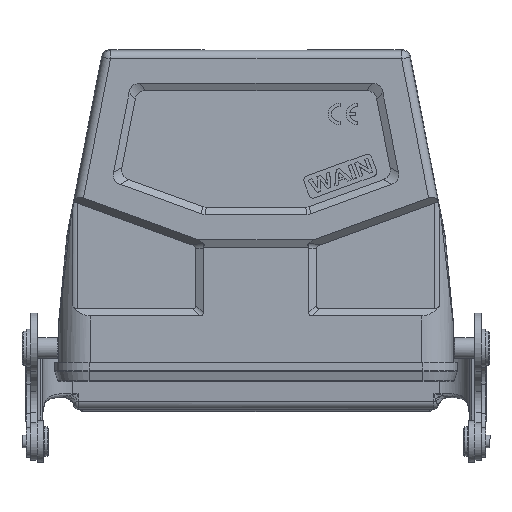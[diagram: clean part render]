
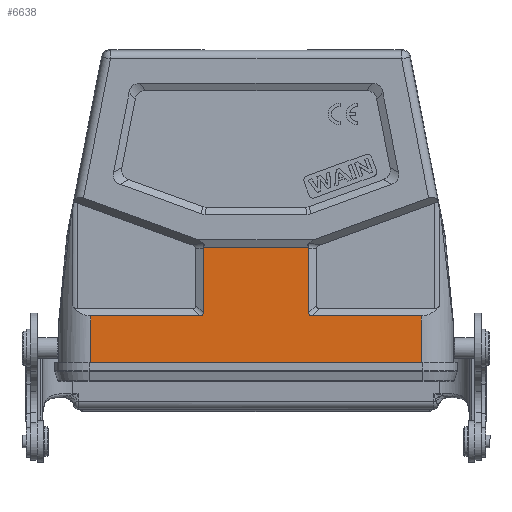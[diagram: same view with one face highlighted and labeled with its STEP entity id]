
A CAD part, top view. The second image highlights one B-rep face of the part: STEP entity #6638.
In plain terms, the highlighted planar face has unit normal (0, 0, 1).
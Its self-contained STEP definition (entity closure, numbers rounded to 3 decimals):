
#3152=ELLIPSE('',#28132,3.969,1.5);
#3153=ELLIPSE('',#28133,3.026,1.5);
#3154=ELLIPSE('',#28134,3.026,1.5);
#3155=ELLIPSE('',#28135,3.969,1.5);
#4246=PLANE('',#28136);
#5317=FACE_OUTER_BOUND('',#12582,.T.);
#6638=ADVANCED_FACE('',(#5317),#4246,.T.);
#8730=LINE('',#42598,#10605);
#8856=LINE('',#43058,#10731);
#8878=LINE('',#43172,#10753);
#8879=LINE('',#43174,#10754);
#8880=LINE('',#43178,#10755);
#8881=LINE('',#43182,#10756);
#8882=LINE('',#43186,#10757);
#8883=LINE('',#43190,#10758);
#10605=VECTOR('',#33427,1.);
#10731=VECTOR('',#33687,1.);
#10753=VECTOR('',#33747,1.);
#10754=VECTOR('',#33750,1.);
#10755=VECTOR('',#33753,1.);
#10756=VECTOR('',#33756,1.);
#10757=VECTOR('',#33759,1.);
#10758=VECTOR('',#33762,1.);
#12582=EDGE_LOOP('',(#17922,#17923,#17924,#17925,#17926,#17927,#17928,#17929,
#17930,#17931,#17932,#17933));
#17922=ORIENTED_EDGE('',*,*,#24261,.F.);
#17923=ORIENTED_EDGE('',*,*,#24466,.F.);
#17924=ORIENTED_EDGE('',*,*,#24467,.F.);
#17925=ORIENTED_EDGE('',*,*,#24468,.F.);
#17926=ORIENTED_EDGE('',*,*,#24469,.F.);
#17927=ORIENTED_EDGE('',*,*,#24470,.F.);
#17928=ORIENTED_EDGE('',*,*,#24471,.F.);
#17929=ORIENTED_EDGE('',*,*,#24472,.F.);
#17930=ORIENTED_EDGE('',*,*,#24473,.F.);
#17931=ORIENTED_EDGE('',*,*,#24474,.F.);
#17932=ORIENTED_EDGE('',*,*,#24475,.F.);
#17933=ORIENTED_EDGE('',*,*,#24430,.F.);
#21272=VERTEX_POINT('',#42580);
#21281=VERTEX_POINT('',#42597);
#21423=VERTEX_POINT('',#43059);
#21449=VERTEX_POINT('',#43171);
#21450=VERTEX_POINT('',#43175);
#21451=VERTEX_POINT('',#43177);
#21452=VERTEX_POINT('',#43179);
#21453=VERTEX_POINT('',#43181);
#21454=VERTEX_POINT('',#43183);
#21455=VERTEX_POINT('',#43185);
#21456=VERTEX_POINT('',#43187);
#21457=VERTEX_POINT('',#43189);
#24261=EDGE_CURVE('',#21281,#21272,#8730,.T.);
#24430=EDGE_CURVE('',#21272,#21423,#8856,.T.);
#24466=EDGE_CURVE('',#21449,#21281,#8878,.T.);
#24467=EDGE_CURVE('',#21450,#21449,#8879,.T.);
#24468=EDGE_CURVE('',#21451,#21450,#3152,.T.);
#24469=EDGE_CURVE('',#21452,#21451,#8880,.T.);
#24470=EDGE_CURVE('',#21453,#21452,#3153,.T.);
#24471=EDGE_CURVE('',#21454,#21453,#8881,.T.);
#24472=EDGE_CURVE('',#21455,#21454,#3154,.T.);
#24473=EDGE_CURVE('',#21456,#21455,#8882,.T.);
#24474=EDGE_CURVE('',#21457,#21456,#3155,.T.);
#24475=EDGE_CURVE('',#21423,#21457,#8883,.T.);
#28132=AXIS2_PLACEMENT_3D('',#43176,#33751,#33752);
#28133=AXIS2_PLACEMENT_3D('',#43180,#33754,#33755);
#28134=AXIS2_PLACEMENT_3D('',#43184,#33757,#33758);
#28135=AXIS2_PLACEMENT_3D('',#43188,#33760,#33761);
#28136=AXIS2_PLACEMENT_3D('',#43191,#33763,#33764);
#33427=DIRECTION('',(-1.,0.,0.));
#33687=DIRECTION('',(0.,1.,0.));
#33747=DIRECTION('',(0.,-1.,0.));
#33750=DIRECTION('',(1.,0.,0.));
#33751=DIRECTION('',(0.,0.,1.));
#33752=DIRECTION('',(-0.707,-0.707,0.));
#33753=DIRECTION('',(0.,-1.,0.));
#33754=DIRECTION('',(0.,0.,1.));
#33755=DIRECTION('',(0.989,-0.15,0.));
#33756=DIRECTION('',(1.,0.,0.));
#33757=DIRECTION('',(0.,0.,1.));
#33758=DIRECTION('',(-0.989,-0.15,0.));
#33759=DIRECTION('',(0.,1.,0.));
#33760=DIRECTION('',(0.,0.,1.));
#33761=DIRECTION('',(0.707,-0.707,0.));
#33762=DIRECTION('',(1.,0.,0.));
#33763=DIRECTION('',(0.,0.,1.));
#33764=DIRECTION('',(1.,0.,0.));
#42580=CARTESIAN_POINT('',(-39.128,-31.7,21.5));
#42597=CARTESIAN_POINT('',(39.128,-31.7,21.5));
#42598=CARTESIAN_POINT('',(0.,-31.7,21.5));
#43058=CARTESIAN_POINT('',(-39.128,-26.5,21.5));
#43059=CARTESIAN_POINT('',(-39.128,-19.,21.5));
#43171=CARTESIAN_POINT('',(39.128,-19.,21.5));
#43172=CARTESIAN_POINT('',(39.128,-10.5,21.5));
#43174=CARTESIAN_POINT('',(-53.03,-19.,21.5));
#43175=CARTESIAN_POINT('',(13.25,-19.,21.5));
#43176=CARTESIAN_POINT('',(15.5,-16.,21.5));
#43177=CARTESIAN_POINT('',(12.5,-18.25,21.5));
#43178=CARTESIAN_POINT('',(12.5,-2.883,21.5));
#43179=CARTESIAN_POINT('',(12.5,-2.929,21.5));
#43180=CARTESIAN_POINT('',(15.5,-3.27,21.5));
#43181=CARTESIAN_POINT('',(12.526,-2.732,21.5));
#43182=CARTESIAN_POINT('',(0.,-2.732,21.5));
#43183=CARTESIAN_POINT('',(-12.526,-2.732,21.5));
#43184=CARTESIAN_POINT('',(-15.5,-3.27,21.5));
#43185=CARTESIAN_POINT('',(-12.5,-2.929,21.5));
#43186=CARTESIAN_POINT('',(-12.5,-17.,21.5));
#43187=CARTESIAN_POINT('',(-12.5,-18.25,21.5));
#43188=CARTESIAN_POINT('',(-15.5,-16.,21.5));
#43189=CARTESIAN_POINT('',(-13.25,-19.,21.5));
#43190=CARTESIAN_POINT('',(-53.03,-19.,21.5));
#43191=CARTESIAN_POINT('',(0.,-10.5,21.5));
